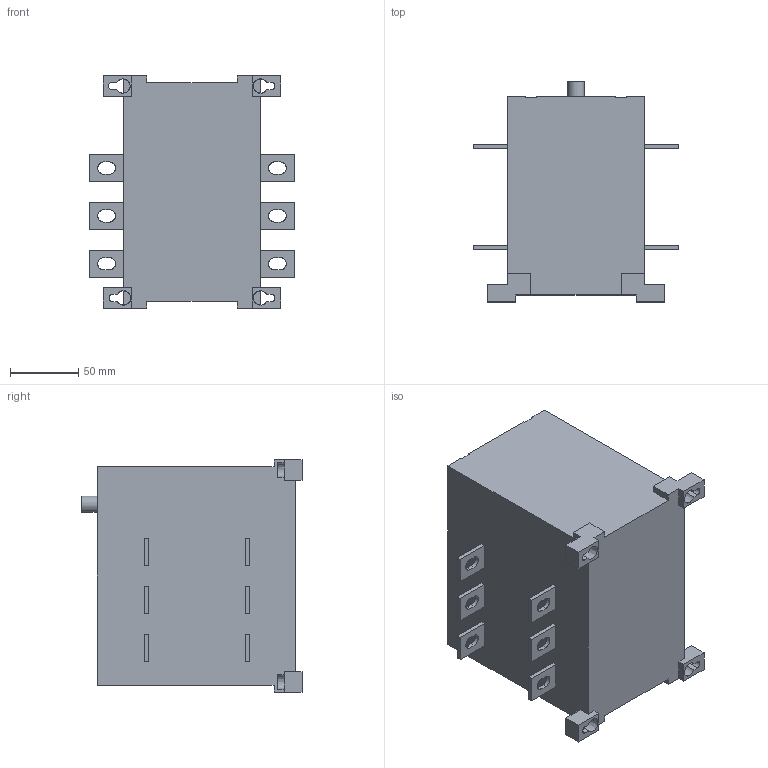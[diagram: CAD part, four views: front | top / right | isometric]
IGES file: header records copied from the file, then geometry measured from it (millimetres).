
Global section: file name: OT160-250E03_C.igs; preprocessor: I-DEAS 3D IGES Translator 11; date: 20070627.131144; units: millimetre
Bounding box: 150 x 161 x 170 mm (x, y, z)
Volume: 2344428.9 mm3; surface area: 129281.5 mm2
Topology: 1 solids, 1 shells, 340 faces, 899 edges, 613 vertices
Faces by surface type: bspline 340
